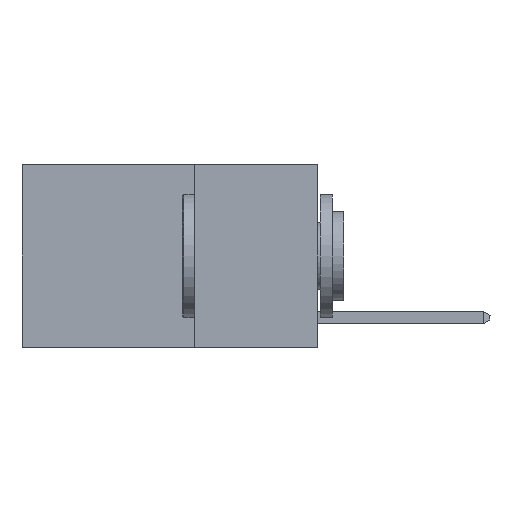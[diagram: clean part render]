
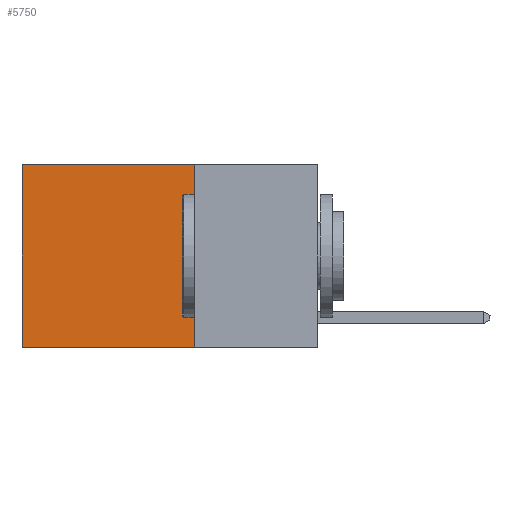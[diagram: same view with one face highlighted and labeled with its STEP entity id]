
A CAD part, left-side view. The second image highlights one B-rep face of the part: STEP entity #5750.
In plain terms, the highlighted planar face has unit normal (-1, 0, 0).
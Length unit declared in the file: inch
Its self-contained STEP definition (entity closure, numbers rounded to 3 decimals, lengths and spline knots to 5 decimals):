
#1627 = PLANE ( 'NONE',  #7590 ) ;
#3270 = VECTOR ( 'NONE', #4549, 39.37008 ) ;
#3352 = LINE ( 'NONE', #18042, #3270 ) ;
#3617 = VECTOR ( 'NONE', #13749, 39.37008 ) ;
#4085 = EDGE_CURVE ( 'NONE', #12337, #7286, #9374, .T. ) ;
#4549 = DIRECTION ( 'NONE',  ( 0., 1., 0. ) ) ;
#4665 = ORIENTED_EDGE ( 'NONE', *, *, #13016, .T. ) ;
#5750 = ADVANCED_FACE ( 'NONE', ( #19161 ), #1627, .F. ) ;
#7286 = VERTEX_POINT ( 'NONE', #15738 ) ;
#7590 = AXIS2_PLACEMENT_3D ( 'NONE', #17606, #8794, #7609 ) ;
#7609 = DIRECTION ( 'NONE',  ( 0., 0., -1. ) ) ;
#7644 = CARTESIAN_POINT ( 'NONE',  ( 0.2625, 0.25, -0.37 ) ) ;
#7689 = VECTOR ( 'NONE', #15277, 39.37008 ) ;
#8289 = VERTEX_POINT ( 'NONE', #16084 ) ;
#8491 = EDGE_CURVE ( 'NONE', #7286, #8289, #10695, .T. ) ;
#8794 = DIRECTION ( 'NONE',  ( 1., 0., 0. ) ) ;
#9374 = LINE ( 'NONE', #9554, #13404 ) ;
#9554 = CARTESIAN_POINT ( 'NONE',  ( 0.2625, 0.25, 0. ) ) ;
#10695 = LINE ( 'NONE', #7644, #7689 ) ;
#12337 = VERTEX_POINT ( 'NONE', #13579 ) ;
#12388 = ORIENTED_EDGE ( 'NONE', *, *, #15557, .T. ) ;
#12964 = CARTESIAN_POINT ( 'NONE',  ( 0.2625, 0.6, 0. ) ) ;
#13016 = EDGE_CURVE ( 'NONE', #17221, #8289, #14028, .T. ) ;
#13404 = VECTOR ( 'NONE', #18362, 39.37008 ) ;
#13579 = CARTESIAN_POINT ( 'NONE',  ( 0.2625, 0.25, 0. ) ) ;
#13749 = DIRECTION ( 'NONE',  ( 0., 0., -1. ) ) ;
#13985 = EDGE_LOOP ( 'NONE', ( #4665, #15352, #15216, #12388 ) ) ;
#14028 = LINE ( 'NONE', #15388, #3617 ) ;
#15216 = ORIENTED_EDGE ( 'NONE', *, *, #4085, .F. ) ;
#15277 = DIRECTION ( 'NONE',  ( 0., 1., 0. ) ) ;
#15352 = ORIENTED_EDGE ( 'NONE', *, *, #8491, .F. ) ;
#15388 = CARTESIAN_POINT ( 'NONE',  ( 0.2625, 0.6, 0. ) ) ;
#15557 = EDGE_CURVE ( 'NONE', #12337, #17221, #3352, .T. ) ;
#15738 = CARTESIAN_POINT ( 'NONE',  ( 0.2625, 0.25, -0.37 ) ) ;
#16084 = CARTESIAN_POINT ( 'NONE',  ( 0.2625, 0.6, -0.37 ) ) ;
#17221 = VERTEX_POINT ( 'NONE', #12964 ) ;
#17606 = CARTESIAN_POINT ( 'NONE',  ( 0.2625, 0.25, 0. ) ) ;
#18042 = CARTESIAN_POINT ( 'NONE',  ( 0.2625, 0.25, 0. ) ) ;
#18362 = DIRECTION ( 'NONE',  ( 0., 0., -1. ) ) ;
#19161 = FACE_OUTER_BOUND ( 'NONE', #13985, .T. ) ;
